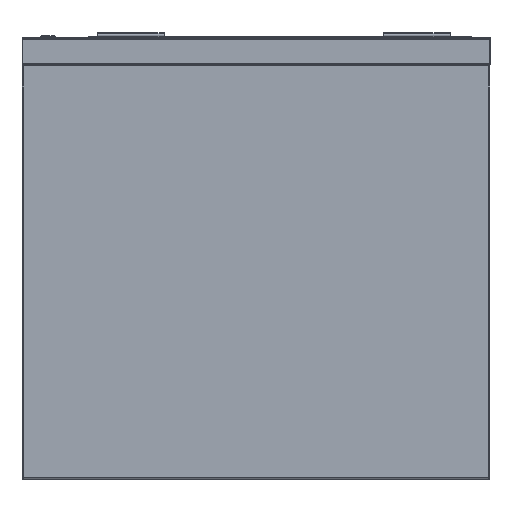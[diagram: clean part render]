
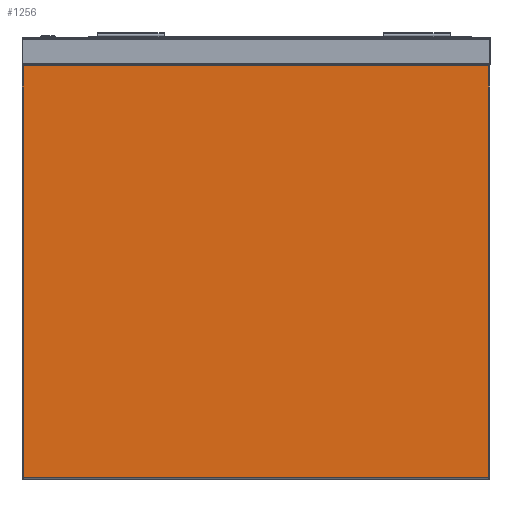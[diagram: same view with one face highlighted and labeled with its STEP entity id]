
A CAD part, left-side view. The second image highlights one B-rep face of the part: STEP entity #1256.
In plain terms, the highlighted planar face has unit normal (-1, 0, 0).
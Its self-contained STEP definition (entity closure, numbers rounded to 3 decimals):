
#442 = DIRECTION ( 'NONE',  ( 0., 0., 1. ) ) ;
#507 = EDGE_CURVE ( 'NONE', #9451, #970, #28579, .T. ) ;
#970 = VERTEX_POINT ( 'NONE', #1909 ) ;
#1068 = CARTESIAN_POINT ( 'NONE',  ( -880., 348., -42. ) ) ;
#1256 = ADVANCED_FACE ( 'Fl�che7', ( #8330 ), #19694, .T. ) ;
#1727 = EDGE_CURVE ( 'NONE', #970, #12015, #15888, .T. ) ;
#1814 = VERTEX_POINT ( 'NONE', #14369 ) ;
#1909 = CARTESIAN_POINT ( 'NONE',  ( -880., -348., -42. ) ) ;
#1987 = VECTOR ( 'NONE', #10671, 1000. ) ;
#4919 = EDGE_CURVE ( 'NONE', #1814, #9451, #36741, .T. ) ;
#8330 = FACE_OUTER_BOUND ( 'NONE', #29962, .T. ) ;
#8502 = CARTESIAN_POINT ( 'NONE',  ( -880., -350., -660. ) ) ;
#9451 = VERTEX_POINT ( 'NONE', #31065 ) ;
#10671 = DIRECTION ( 'NONE',  ( 0., 0., -1. ) ) ;
#11249 = CARTESIAN_POINT ( 'NONE',  ( -880., -350., -658. ) ) ;
#12015 = VERTEX_POINT ( 'NONE', #1068 ) ;
#12939 = EDGE_CURVE ( 'NONE', #12015, #1814, #20903, .T. ) ;
#14189 = ORIENTED_EDGE ( 'NONE', *, *, #4919, .T. ) ;
#14369 = CARTESIAN_POINT ( 'NONE',  ( -880., 348., -658. ) ) ;
#14463 = CARTESIAN_POINT ( 'NONE',  ( -880., -348., -660. ) ) ;
#15888 = LINE ( 'NONE', #27207, #31536 ) ;
#17059 = DIRECTION ( 'NONE',  ( 0., 0., 1. ) ) ;
#19694 = PLANE ( 'NONE',  #27382 ) ;
#19986 = DIRECTION ( 'NONE',  ( 0., -1., 0. ) ) ;
#20903 = LINE ( 'NONE', #36720, #1987 ) ;
#21990 = VECTOR ( 'NONE', #442, 1000. ) ;
#27207 = CARTESIAN_POINT ( 'NONE',  ( -880., 350., -42. ) ) ;
#27382 = AXIS2_PLACEMENT_3D ( 'NONE', #8502, #31178, #17059 ) ;
#28579 = LINE ( 'NONE', #14463, #21990 ) ;
#29962 = EDGE_LOOP ( 'NONE', ( #32516, #33620, #34538, #14189 ) ) ;
#30027 = VECTOR ( 'NONE', #19986, 1000. ) ;
#31065 = CARTESIAN_POINT ( 'NONE',  ( -880., -348., -658. ) ) ;
#31178 = DIRECTION ( 'NONE',  ( -1., 0., 0. ) ) ;
#31536 = VECTOR ( 'NONE', #33342, 1000. ) ;
#32516 = ORIENTED_EDGE ( 'NONE', *, *, #507, .T. ) ;
#33342 = DIRECTION ( 'NONE',  ( 0., 1., 0. ) ) ;
#33620 = ORIENTED_EDGE ( 'NONE', *, *, #1727, .T. ) ;
#34538 = ORIENTED_EDGE ( 'NONE', *, *, #12939, .T. ) ;
#36720 = CARTESIAN_POINT ( 'NONE',  ( -880., 348., -660. ) ) ;
#36741 = LINE ( 'NONE', #11249, #30027 ) ;
